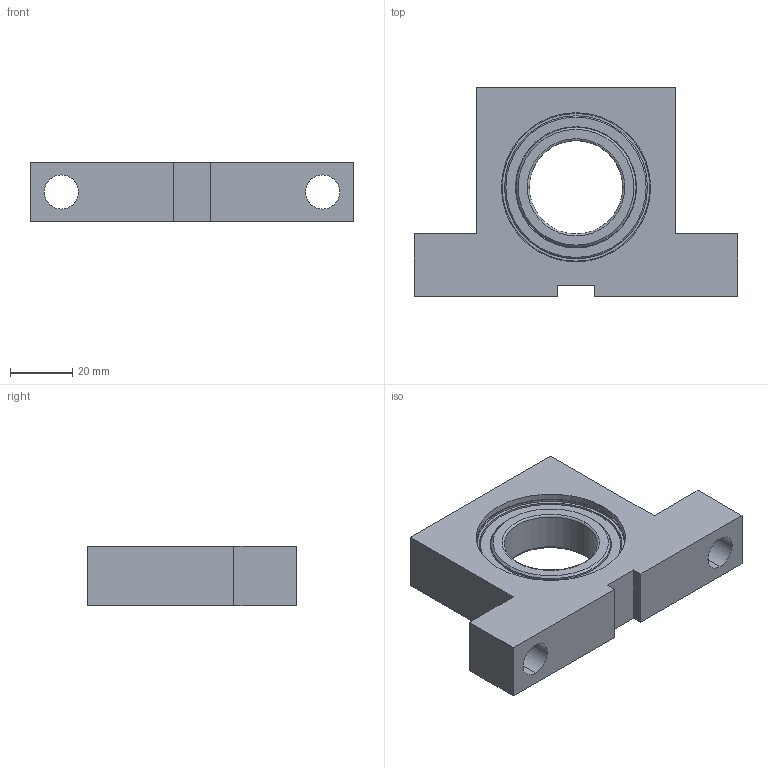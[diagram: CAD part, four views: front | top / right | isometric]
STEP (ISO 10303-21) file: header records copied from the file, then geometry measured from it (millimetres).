
FILE_DESCRIPTION (( 'STEP AP214' ), '1' );
FILE_NAME ('1709866196957.step', '2024-03-08T02:50:01', ( '' ), ( 'Aliyun' ), 'STEP 2.0', 'fa-part.com', '' );
FILE_SCHEMA (( 'AUTOMOTIVE_DESIGN' ));
Length unit declared in the file: millimetre
Products named in the file (4): ���3^1709866196957; ���2^1709866196957; 1709866196957; ���1^1709866196957
Assembly tree (3 placements, depth 2):
  1709866196957
    ���1^1709866196957
    ���2^1709866196957
    ���3^1709866196957
Bounding box: 104 x 67 x 19 mm (x, y, z)
Volume: 66190.5 mm3; surface area: 30766.4 mm2
Topology: 3 solids, 3 shells, 110 faces, 247 edges, 154 vertices
Faces by surface type: cylinder 51, plane 31, cone 16, torus 12
Entity records: 3271 total; most frequent: DIRECTION 617, CARTESIAN_POINT 517, ORIENTED_EDGE 494, AXIS2_PLACEMENT_3D 254, EDGE_CURVE 247, VERTEX_POINT 154, CIRCLE 138, EDGE_LOOP 133
